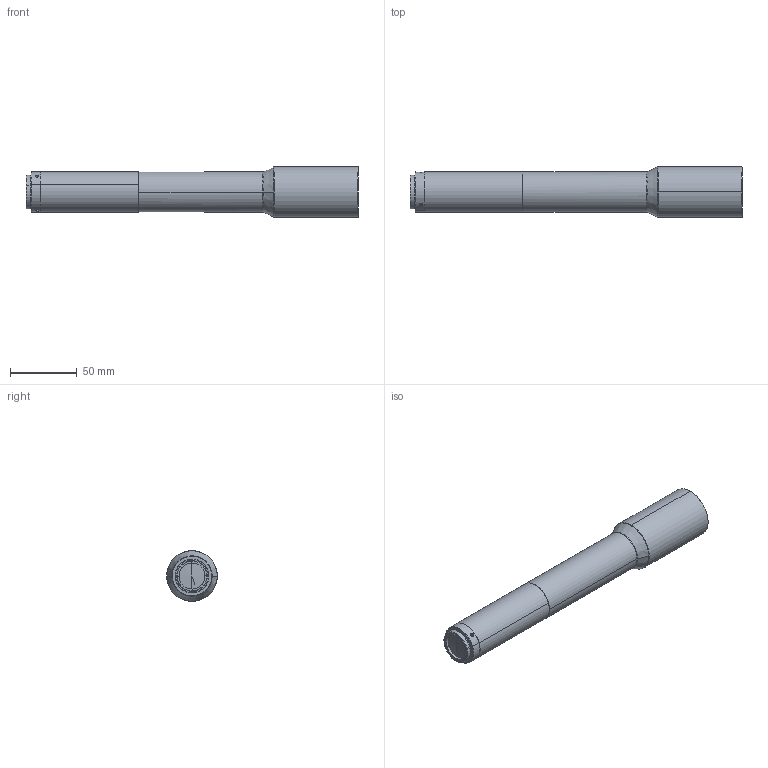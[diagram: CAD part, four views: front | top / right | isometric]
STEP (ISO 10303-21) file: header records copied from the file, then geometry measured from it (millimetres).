
FILE_DESCRIPTION (( 'STEP AP203' ), '1' );
FILE_NAME ('WH03-650A-125.STEP', '2019-03-15T06:42:01', ( '' ), ( '' ), 'SwSTEP 2.0', 'SolidWorks 2017', '' );
FILE_SCHEMA (( 'CONFIG_CONTROL_DESIGN' ));
Length unit declared in the file: millimetre
Products named in the file (1): WH03-650A-125
Bounding box: 248.82 x 38 x 38 mm (x, y, z)
Volume: 201023.3 mm3; surface area: 27568.2 mm2
Topology: 1 solids, 1 shells, 56 faces, 130 edges, 82 vertices
Faces by surface type: cylinder 27, cone 18, plane 7, bspline 4
Entity records: 1897 total; most frequent: CARTESIAN_POINT 547, DIRECTION 284, ORIENTED_EDGE 252, EDGE_CURVE 126, AXIS2_PLACEMENT_3D 121, VERTEX_POINT 82, CIRCLE 68, EDGE_LOOP 66
